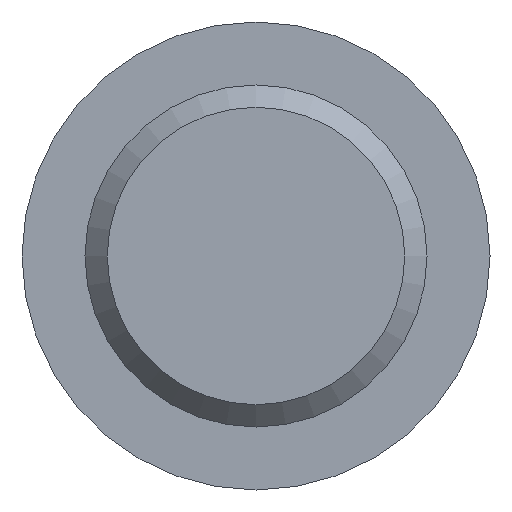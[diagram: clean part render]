
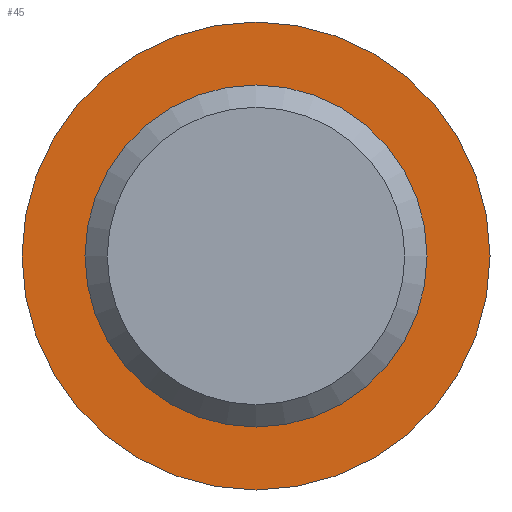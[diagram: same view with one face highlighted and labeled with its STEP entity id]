
A CAD part, front view. The second image highlights one B-rep face of the part: STEP entity #45.
In plain terms, the highlighted planar face has unit normal (0, -1, 0).
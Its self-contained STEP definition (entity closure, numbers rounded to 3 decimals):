
#45 = ADVANCED_FACE( '', ( #104, #105 ), #106, .F. );
#104 = FACE_BOUND( '', #181, .T. );
#105 = FACE_OUTER_BOUND( '', #182, .T. );
#106 = PLANE( '', #183 );
#181 = EDGE_LOOP( '', ( #252 ) );
#182 = EDGE_LOOP( '', ( #253 ) );
#183 = AXIS2_PLACEMENT_3D( '', #254, #255, #256 );
#252 = ORIENTED_EDGE( '', *, *, #410, .F. );
#253 = ORIENTED_EDGE( '', *, *, #411, .T. );
#254 = CARTESIAN_POINT( '', ( 9., 0., 0. ) );
#255 = DIRECTION( '', ( 0., 1., 0. ) );
#256 = DIRECTION( '', ( 0., 0., 1. ) );
#410 = EDGE_CURVE( '', #468, #468, #469, .T. );
#411 = EDGE_CURVE( '', #470, #470, #471, .T. );
#468 = VERTEX_POINT( '', #551 );
#469 = CIRCLE( '', #552, 6.5 );
#470 = VERTEX_POINT( '', #553 );
#471 = CIRCLE( '', #554, 9. );
#551 = CARTESIAN_POINT( '', ( 0., 0., -6.5 ) );
#552 = AXIS2_PLACEMENT_3D( '', #713, #714, #715 );
#553 = CARTESIAN_POINT( '', ( 0., 0., -9. ) );
#554 = AXIS2_PLACEMENT_3D( '', #716, #717, #718 );
#713 = CARTESIAN_POINT( '', ( 0., 0., 0. ) );
#714 = DIRECTION( '', ( 0., -1., 0. ) );
#715 = DIRECTION( '', ( 0., 0., -1. ) );
#716 = CARTESIAN_POINT( '', ( 0., 0., 0. ) );
#717 = DIRECTION( '', ( 0., -1., 0. ) );
#718 = DIRECTION( '', ( 0., 0., -1. ) );
